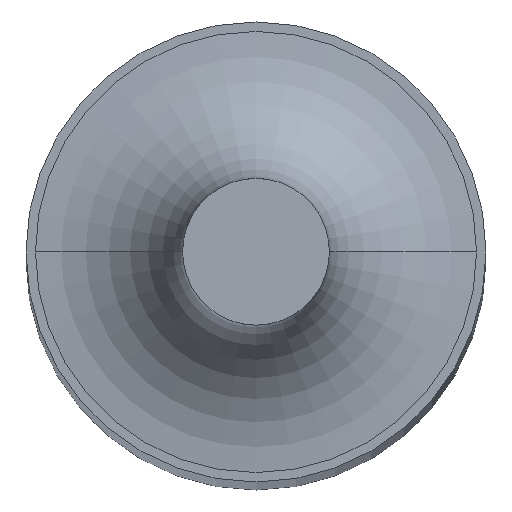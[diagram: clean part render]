
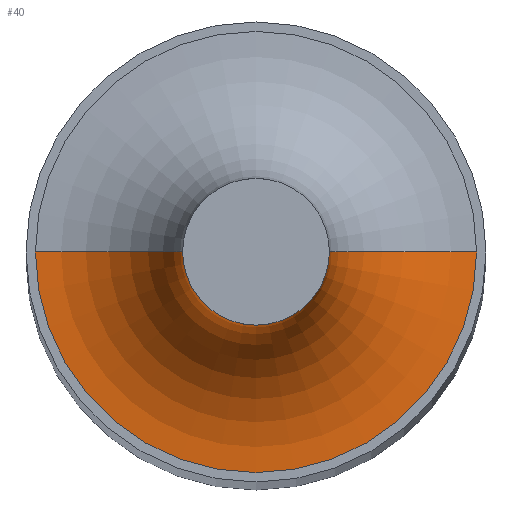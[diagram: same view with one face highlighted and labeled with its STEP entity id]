
A CAD part, top view. The second image highlights one B-rep face of the part: STEP entity #40.
In plain terms, the highlighted toroidal (fillet/blend) face has major radius 2.284 mm and minor radius 1.524 mm.
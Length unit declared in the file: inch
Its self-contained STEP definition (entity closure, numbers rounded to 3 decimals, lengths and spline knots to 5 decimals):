
#6 = CIRCLE ( 'NONE', #260, 0.06 ) ;
#21 = CIRCLE ( 'NONE', #346, 0.06 ) ;
#40 = ADVANCED_FACE ( 'NONE', ( #155 ), #364, .F. ) ;
#54 = AXIS2_PLACEMENT_3D ( 'NONE', #215, #83, #337 ) ;
#71 = VERTEX_POINT ( 'NONE', #345 ) ;
#74 = DIRECTION ( 'NONE',  ( -1., 0., 0. ) ) ;
#81 = CARTESIAN_POINT ( 'NONE',  ( -0.02991, 0., 1.995 ) ) ;
#83 = DIRECTION ( 'NONE',  ( 0., 0., 1. ) ) ;
#86 = VERTEX_POINT ( 'NONE', #339 ) ;
#106 = CARTESIAN_POINT ( 'NONE',  ( 0., 0., 1.935 ) ) ;
#117 = EDGE_CURVE ( 'NONE', #185, #303, #147, .T. ) ;
#125 = DIRECTION ( 'NONE',  ( -1., 0., 0. ) ) ;
#133 = DIRECTION ( 'NONE',  ( 0., 0., 1. ) ) ;
#137 = CIRCLE ( 'NONE', #405, 0.08991 ) ;
#144 = DIRECTION ( 'NONE',  ( 0., 0., -1. ) ) ;
#147 = CIRCLE ( 'NONE', #324, 0.02991 ) ;
#155 = FACE_OUTER_BOUND ( 'NONE', #171, .T. ) ;
#170 = DIRECTION ( 'NONE',  ( 0., -1., 0. ) ) ;
#171 = EDGE_LOOP ( 'NONE', ( #195, #210, #267, #404 ) ) ;
#178 = CARTESIAN_POINT ( 'NONE',  ( 0.08991, 0., 1.995 ) ) ;
#185 = VERTEX_POINT ( 'NONE', #286 ) ;
#195 = ORIENTED_EDGE ( 'NONE', *, *, #302, .F. ) ;
#210 = ORIENTED_EDGE ( 'NONE', *, *, #117, .T. ) ;
#215 = CARTESIAN_POINT ( 'NONE',  ( 0., 0., 1.995 ) ) ;
#225 = EDGE_CURVE ( 'NONE', #303, #86, #21, .T. ) ;
#230 = CARTESIAN_POINT ( 'NONE',  ( -0.08991, 0., 1.995 ) ) ;
#260 = AXIS2_PLACEMENT_3D ( 'NONE', #178, #170, #268 ) ;
#264 = EDGE_CURVE ( 'NONE', #71, #86, #137, .T. ) ;
#267 = ORIENTED_EDGE ( 'NONE', *, *, #225, .T. ) ;
#268 = DIRECTION ( 'NONE',  ( 1., 0., 0. ) ) ;
#286 = CARTESIAN_POINT ( 'NONE',  ( 0.02991, 0., 1.995 ) ) ;
#302 = EDGE_CURVE ( 'NONE', #185, #71, #6, .T. ) ;
#303 = VERTEX_POINT ( 'NONE', #81 ) ;
#323 = CARTESIAN_POINT ( 'NONE',  ( 0., 0., 1.995 ) ) ;
#324 = AXIS2_PLACEMENT_3D ( 'NONE', #323, #326, #125 ) ;
#326 = DIRECTION ( 'NONE',  ( 0., 0., -1. ) ) ;
#337 = DIRECTION ( 'NONE',  ( -1., 0., 0. ) ) ;
#339 = CARTESIAN_POINT ( 'NONE',  ( -0.08991, 0., 1.935 ) ) ;
#345 = CARTESIAN_POINT ( 'NONE',  ( 0.08991, 0., 1.935 ) ) ;
#346 = AXIS2_PLACEMENT_3D ( 'NONE', #230, #358, #133 ) ;
#358 = DIRECTION ( 'NONE',  ( 0., 1., 0. ) ) ;
#364 = TOROIDAL_SURFACE ( 'NONE', #54, 0.08991, 0.06 ) ;
#404 = ORIENTED_EDGE ( 'NONE', *, *, #264, .F. ) ;
#405 = AXIS2_PLACEMENT_3D ( 'NONE', #106, #144, #74 ) ;
